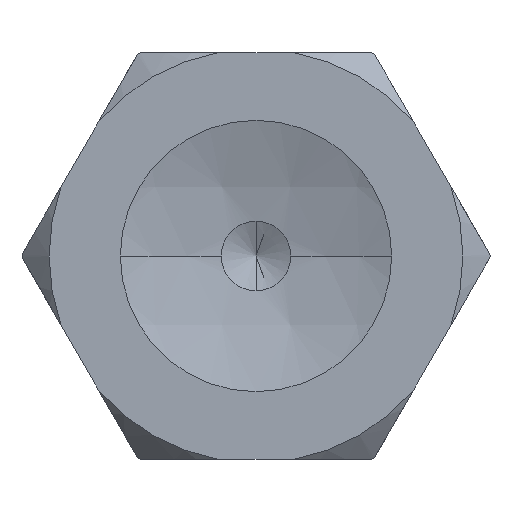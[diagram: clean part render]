
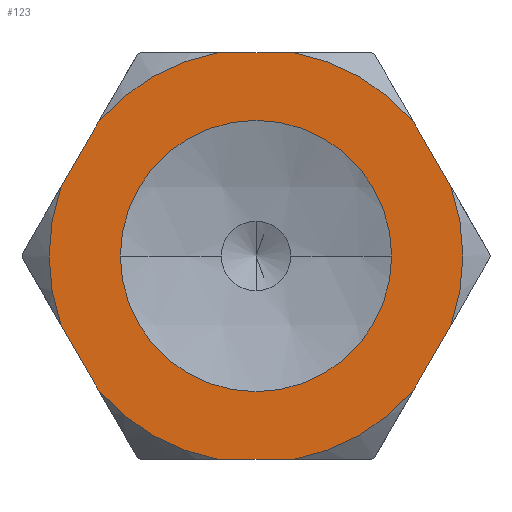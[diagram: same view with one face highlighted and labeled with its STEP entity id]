
A CAD part, front view. The second image highlights one B-rep face of the part: STEP entity #123.
In plain terms, the highlighted planar face has unit normal (0, -1, 0).
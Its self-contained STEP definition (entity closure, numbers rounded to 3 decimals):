
#43 = CIRCLE ( 'NONE', #175, 8. ) ;
#47 = VECTOR ( 'NONE', #59, 1000. ) ;
#59 = DIRECTION ( 'NONE',  ( 0.5, 0., 0.866 ) ) ;
#70 = EDGE_CURVE ( 'NONE', #1087, #809, #1559, .T. ) ;
#86 = PLANE ( 'NONE',  #443 ) ;
#109 = CARTESIAN_POINT ( 'NONE',  ( -13.8, -10., 0. ) ) ;
#117 = CIRCLE ( 'NONE', #1026, 12.2 ) ;
#122 = EDGE_CURVE ( 'NONE', #1147, #1309, #43, .T. ) ;
#123 = ADVANCED_FACE ( 'NONE', ( #285, #1320 ), #86, .T. ) ;
#136 = EDGE_CURVE ( 'NONE', #920, #1291, #230, .T. ) ;
#154 = DIRECTION ( 'NONE',  ( -0.5, 0., -0.866 ) ) ;
#155 = VERTEX_POINT ( 'NONE', #1565 ) ;
#158 = DIRECTION ( 'NONE',  ( -0.5, 0., 0.866 ) ) ;
#169 = CARTESIAN_POINT ( 'NONE',  ( -6.928, -10., -12. ) ) ;
#175 = AXIS2_PLACEMENT_3D ( 'NONE', #352, #362, #1428 ) ;
#184 = ORIENTED_EDGE ( 'NONE', *, *, #70, .T. ) ;
#212 = AXIS2_PLACEMENT_3D ( 'NONE', #1566, #738, #1708 ) ;
#214 = VERTEX_POINT ( 'NONE', #1519 ) ;
#215 = DIRECTION ( 'NONE',  ( 0., -1., 0. ) ) ;
#230 = LINE ( 'NONE', #1586, #980 ) ;
#231 = VERTEX_POINT ( 'NONE', #1795 ) ;
#239 = CARTESIAN_POINT ( 'NONE',  ( 11.492, -10., -4.095 ) ) ;
#285 = FACE_BOUND ( 'NONE', #586, .T. ) ;
#286 = VERTEX_POINT ( 'NONE', #752 ) ;
#290 = CARTESIAN_POINT ( 'NONE',  ( -6.928, -10., 12. ) ) ;
#300 = EDGE_CURVE ( 'NONE', #1309, #1147, #435, .T. ) ;
#309 = EDGE_CURVE ( 'NONE', #343, #920, #856, .T. ) ;
#316 = DIRECTION ( 'NONE',  ( 0., 0., 1. ) ) ;
#317 = CARTESIAN_POINT ( 'NONE',  ( -13.856, -10., 0. ) ) ;
#324 = DIRECTION ( 'NONE',  ( 0., -1., 0. ) ) ;
#339 = CARTESIAN_POINT ( 'NONE',  ( -8., -10., 0. ) ) ;
#343 = VERTEX_POINT ( 'NONE', #1740 ) ;
#352 = CARTESIAN_POINT ( 'NONE',  ( 0., -10., 0. ) ) ;
#362 = DIRECTION ( 'NONE',  ( 0., 1., 0. ) ) ;
#378 = DIRECTION ( 'NONE',  ( 0., -1., 0. ) ) ;
#412 = LINE ( 'NONE', #1714, #47 ) ;
#426 = EDGE_CURVE ( 'NONE', #231, #155, #1001, .T. ) ;
#430 = CIRCLE ( 'NONE', #1261, 12.2 ) ;
#435 = CIRCLE ( 'NONE', #1556, 8. ) ;
#443 = AXIS2_PLACEMENT_3D ( 'NONE', #109, #324, #1415 ) ;
#447 = CIRCLE ( 'NONE', #526, 12.2 ) ;
#456 = ORIENTED_EDGE ( 'NONE', *, *, #511, .T. ) ;
#465 = CARTESIAN_POINT ( 'NONE',  ( 0., -10., 0. ) ) ;
#482 = DIRECTION ( 'NONE',  ( -1., 0., 0. ) ) ;
#511 = EDGE_CURVE ( 'NONE', #1169, #566, #412, .T. ) ;
#519 = VECTOR ( 'NONE', #154, 1000. ) ;
#526 = AXIS2_PLACEMENT_3D ( 'NONE', #1037, #215, #1176 ) ;
#549 = ORIENTED_EDGE ( 'NONE', *, *, #1384, .T. ) ;
#550 = ORIENTED_EDGE ( 'NONE', *, *, #1046, .T. ) ;
#566 = VERTEX_POINT ( 'NONE', #239 ) ;
#586 = EDGE_LOOP ( 'NONE', ( #1712, #1561 ) ) ;
#597 = DIRECTION ( 'NONE',  ( 0.5, 0., -0.866 ) ) ;
#600 = DIRECTION ( 'NONE',  ( 0., 1., 0. ) ) ;
#620 = CIRCLE ( 'NONE', #212, 12.2 ) ;
#671 = CARTESIAN_POINT ( 'NONE',  ( 8., -10., 0. ) ) ;
#675 = ORIENTED_EDGE ( 'NONE', *, *, #1254, .T. ) ;
#717 = CARTESIAN_POINT ( 'NONE',  ( 0., -10., 0. ) ) ;
#722 = EDGE_CURVE ( 'NONE', #214, #1087, #1487, .T. ) ;
#738 = DIRECTION ( 'NONE',  ( 0., -1., 0. ) ) ;
#752 = CARTESIAN_POINT ( 'NONE',  ( -9.292, -10., -7.905 ) ) ;
#809 = VERTEX_POINT ( 'NONE', #1694 ) ;
#856 = CIRCLE ( 'NONE', #1651, 12.2 ) ;
#860 = DIRECTION ( 'NONE',  ( 0., 0., -1. ) ) ;
#884 = ORIENTED_EDGE ( 'NONE', *, *, #309, .T. ) ;
#900 = CARTESIAN_POINT ( 'NONE',  ( -11.492, -10., 4.095 ) ) ;
#920 = VERTEX_POINT ( 'NONE', #1391 ) ;
#965 = VECTOR ( 'NONE', #1392, 1000. ) ;
#980 = VECTOR ( 'NONE', #482, 1000. ) ;
#1001 = LINE ( 'NONE', #169, #965 ) ;
#1024 = AXIS2_PLACEMENT_3D ( 'NONE', #1655, #1452, #1749 ) ;
#1026 = AXIS2_PLACEMENT_3D ( 'NONE', #717, #1681, #860 ) ;
#1028 = CARTESIAN_POINT ( 'NONE',  ( 11.492, -10., 4.095 ) ) ;
#1037 = CARTESIAN_POINT ( 'NONE',  ( 0., -10., 0. ) ) ;
#1041 = ORIENTED_EDGE ( 'NONE', *, *, #1796, .T. ) ;
#1046 = EDGE_CURVE ( 'NONE', #1462, #343, #1638, .T. ) ;
#1047 = EDGE_LOOP ( 'NONE', ( #675, #456, #1041, #550, #884, #1195, #1512, #1473, #184, #549, #1743, #1238 ) ) ;
#1071 = CARTESIAN_POINT ( 'NONE',  ( -2.2, -10., 12. ) ) ;
#1087 = VERTEX_POINT ( 'NONE', #900 ) ;
#1147 = VERTEX_POINT ( 'NONE', #339 ) ;
#1159 = EDGE_CURVE ( 'NONE', #286, #231, #447, .T. ) ;
#1169 = VERTEX_POINT ( 'NONE', #1302 ) ;
#1176 = DIRECTION ( 'NONE',  ( 0., 0., -1. ) ) ;
#1195 = ORIENTED_EDGE ( 'NONE', *, *, #136, .T. ) ;
#1207 = CARTESIAN_POINT ( 'NONE',  ( 0., -10., 0. ) ) ;
#1238 = ORIENTED_EDGE ( 'NONE', *, *, #426, .T. ) ;
#1254 = EDGE_CURVE ( 'NONE', #155, #1169, #430, .T. ) ;
#1261 = AXIS2_PLACEMENT_3D ( 'NONE', #1207, #378, #1336 ) ;
#1291 = VERTEX_POINT ( 'NONE', #1071 ) ;
#1295 = LINE ( 'NONE', #317, #1726 ) ;
#1302 = CARTESIAN_POINT ( 'NONE',  ( 9.292, -10., -7.905 ) ) ;
#1309 = VERTEX_POINT ( 'NONE', #671 ) ;
#1320 = FACE_OUTER_BOUND ( 'NONE', #1047, .T. ) ;
#1336 = DIRECTION ( 'NONE',  ( 0., 0., -1. ) ) ;
#1346 = EDGE_CURVE ( 'NONE', #1291, #214, #620, .T. ) ;
#1374 = DIRECTION ( 'NONE',  ( 0., 0., -1. ) ) ;
#1379 = CARTESIAN_POINT ( 'NONE',  ( 13.856, -10., 0. ) ) ;
#1384 = EDGE_CURVE ( 'NONE', #809, #286, #1295, .T. ) ;
#1391 = CARTESIAN_POINT ( 'NONE',  ( 2.2, -10., 12. ) ) ;
#1392 = DIRECTION ( 'NONE',  ( 1., 0., 0. ) ) ;
#1415 = DIRECTION ( 'NONE',  ( 0., 0., -1. ) ) ;
#1428 = DIRECTION ( 'NONE',  ( 0., 0., 1. ) ) ;
#1452 = DIRECTION ( 'NONE',  ( 0., -1., 0. ) ) ;
#1462 = VERTEX_POINT ( 'NONE', #1028 ) ;
#1473 = ORIENTED_EDGE ( 'NONE', *, *, #722, .T. ) ;
#1487 = LINE ( 'NONE', #290, #519 ) ;
#1512 = ORIENTED_EDGE ( 'NONE', *, *, #1346, .T. ) ;
#1519 = CARTESIAN_POINT ( 'NONE',  ( -9.292, -10., 7.905 ) ) ;
#1522 = DIRECTION ( 'NONE',  ( 0., -1., 0. ) ) ;
#1556 = AXIS2_PLACEMENT_3D ( 'NONE', #465, #600, #316 ) ;
#1559 = CIRCLE ( 'NONE', #1024, 12.2 ) ;
#1561 = ORIENTED_EDGE ( 'NONE', *, *, #300, .T. ) ;
#1565 = CARTESIAN_POINT ( 'NONE',  ( 2.2, -10., -12. ) ) ;
#1566 = CARTESIAN_POINT ( 'NONE',  ( 0., -10., 0. ) ) ;
#1586 = CARTESIAN_POINT ( 'NONE',  ( 6.928, -10., 12. ) ) ;
#1597 = VECTOR ( 'NONE', #158, 1000. ) ;
#1638 = LINE ( 'NONE', #1379, #1597 ) ;
#1651 = AXIS2_PLACEMENT_3D ( 'NONE', #1669, #1522, #1374 ) ;
#1655 = CARTESIAN_POINT ( 'NONE',  ( 0., -10., 0. ) ) ;
#1669 = CARTESIAN_POINT ( 'NONE',  ( 0., -10., 0. ) ) ;
#1681 = DIRECTION ( 'NONE',  ( 0., -1., 0. ) ) ;
#1694 = CARTESIAN_POINT ( 'NONE',  ( -11.492, -10., -4.095 ) ) ;
#1708 = DIRECTION ( 'NONE',  ( 0., 0., -1. ) ) ;
#1712 = ORIENTED_EDGE ( 'NONE', *, *, #122, .T. ) ;
#1714 = CARTESIAN_POINT ( 'NONE',  ( 6.928, -10., -12. ) ) ;
#1726 = VECTOR ( 'NONE', #597, 1000. ) ;
#1740 = CARTESIAN_POINT ( 'NONE',  ( 9.292, -10., 7.905 ) ) ;
#1743 = ORIENTED_EDGE ( 'NONE', *, *, #1159, .T. ) ;
#1749 = DIRECTION ( 'NONE',  ( 0., 0., -1. ) ) ;
#1795 = CARTESIAN_POINT ( 'NONE',  ( -2.2, -10., -12. ) ) ;
#1796 = EDGE_CURVE ( 'NONE', #566, #1462, #117, .T. ) ;
